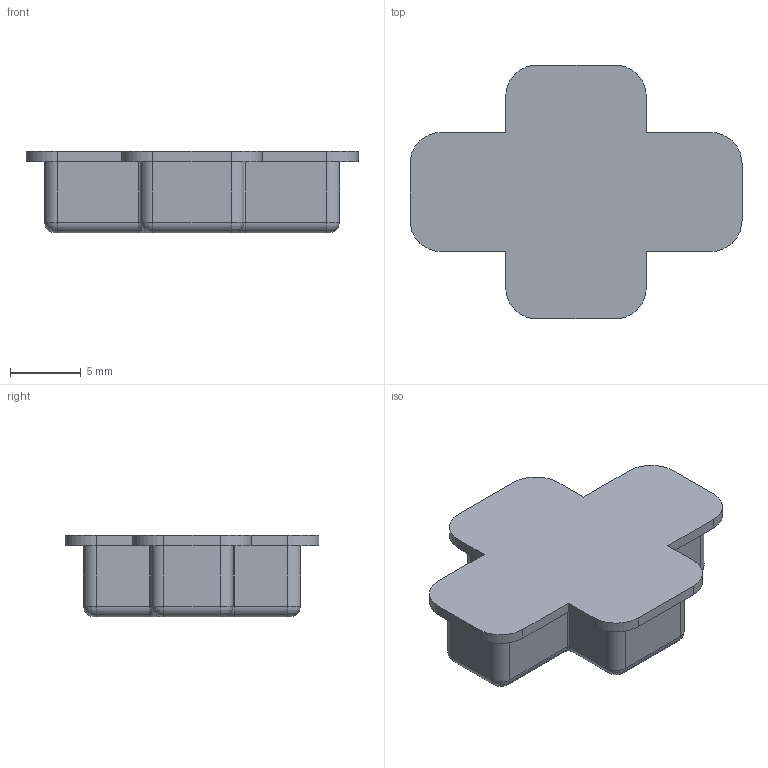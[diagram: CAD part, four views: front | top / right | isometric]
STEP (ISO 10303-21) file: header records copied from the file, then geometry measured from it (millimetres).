
FILE_DESCRIPTION(('FreeCAD Model'),'2;1');
FILE_NAME('Open CASCADE Shape Model','2024-08-04T23:46:26',(''),(''), 'Open CASCADE STEP processor 7.6','FreeCAD','Unknown');
FILE_SCHEMA(('AUTOMOTIVE_DESIGN { 1 0 10303 214 1 1 1 1 }'));
Length unit declared in the file: millimetre
Products named in the file (1): Fillet
Bounding box: 23.4 x 17.9 x 5.75 mm (x, y, z)
Volume: 1146.6 mm3; surface area: 943.1 mm2
Topology: 1 solids, 1 shells, 71 faces, 180 edges, 112 vertices
Faces by surface type: cylinder 32, plane 27, revolution 8, torus 4
Entity records: 2240 total; most frequent: CARTESIAN_POINT 444, DIRECTION 392, ORIENTED_EDGE 360, EDGE_CURVE 180, AXIS2_PLACEMENT_3D 140, VERTEX_POINT 112, LINE 104, VECTOR 104
